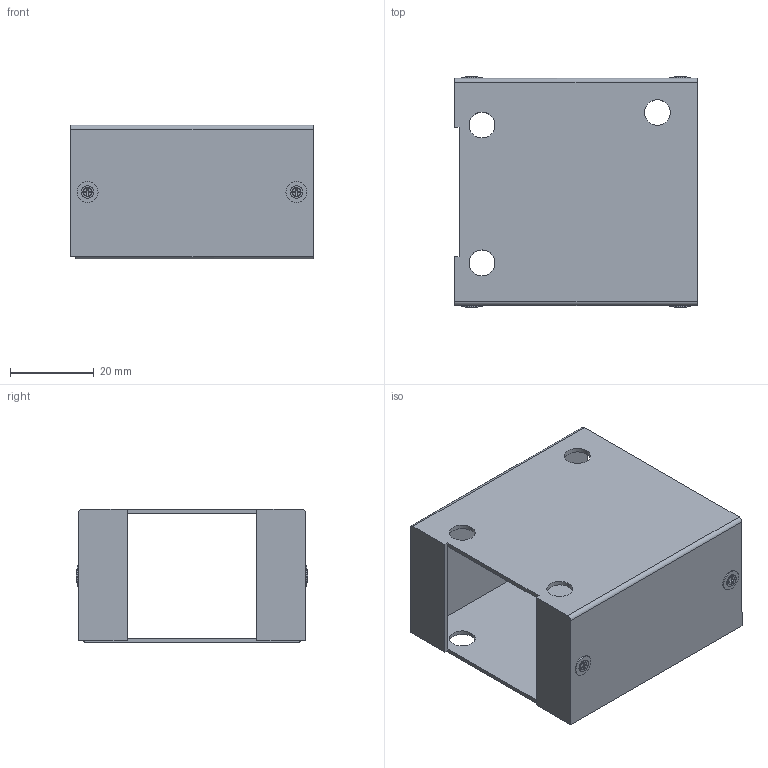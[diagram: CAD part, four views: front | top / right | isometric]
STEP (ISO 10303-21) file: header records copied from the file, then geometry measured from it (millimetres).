
FILE_DESCRIPTION(/* description */ ('VariCAD 2015-1.09 AP-214'),/* implementation_level */ '2;1');
FILE_NAME(/* name */ 'TMSX-B4.stp',/* time_stamp */ '2015-05-22T17:34:12+09:00',/* author */ (''),/* organization */ (''),/* preprocessor_version */ 'ST-DEVELOPER v14',/* originating_system */ 'VariCAD 2015-1.09; kernel version (20130303)',/* authorisation */ '');
FILE_SCHEMA (('AUTOMOTIVE_DESIGN'));
Length unit declared in the file: millimetre
Products named in the file (2): TMSX-B4
Assembly tree (1 placements, depth 2):
  TMSX-B4
    TMSX-B4
Bounding box: 58 x 55.4 x 32 mm (x, y, z)
Volume: 13271.1 mm3; surface area: 27278.2 mm2
Topology: 1 solids, 1 shells, 174 faces, 454 edges, 304 vertices
Faces by surface type: plane 110, cylinder 64
Entity records: 5512 total; most frequent: DIRECTION 994, CARTESIAN_POINT 936, ORIENTED_EDGE 908, EDGE_CURVE 454, AXIS2_PLACEMENT_3D 362, VERTEX_POINT 304, LINE 270, VECTOR 270
